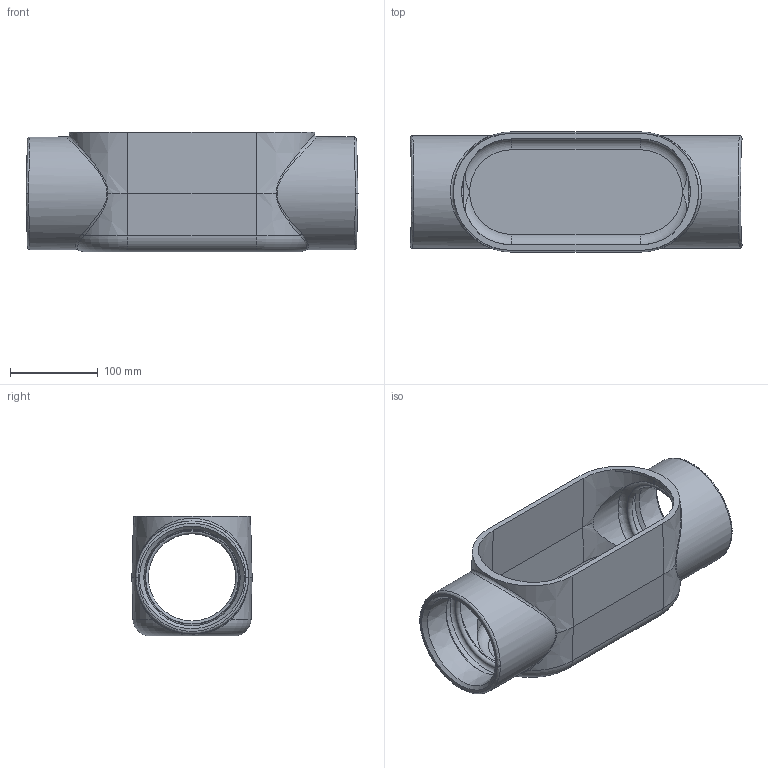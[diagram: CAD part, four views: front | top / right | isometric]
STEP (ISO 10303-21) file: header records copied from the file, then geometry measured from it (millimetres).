
FILE_DESCRIPTION(/* description */ (''),/* implementation_level */ '2;1');
FILE_NAME(/* name */ 'KIL_C107.stp',/* time_stamp */ '2019-02-15T09:36:47+05:00',/* author */ ('avenkatesan'),/* organization */ (''),/* preprocessor_version */ 'ST-DEVELOPER v17',/* originating_system */ 'Autodesk Inventor 2018',/* authorisation */ '');
FILE_SCHEMA (('AUTOMOTIVE_DESIGN { 1 0 10303 214 3 1 1 }'));
Length unit declared in the file: inch
Products named in the file (1): 17737
Bounding box: 378.31 x 137.01 x 136.53 mm (x, y, z)
Volume: 1017518.1 mm3; surface area: 306469.6 mm2
Topology: 1 solids, 1 shells, 92 faces, 240 edges, 152 vertices
Faces by surface type: plane 28, cone 22, cylinder 18, bspline 12, torus 12
Full cylindrical faces by diameter (mm): 114.579 x2, 128.575 x2
Entity records: 7431 total; most frequent: CARTESIAN_POINT 5118, DIRECTION 488, ORIENTED_EDGE 480, EDGE_CURVE 240, AXIS2_PLACEMENT_3D 208, VERTEX_POINT 152, CIRCLE 100, EDGE_LOOP 98
